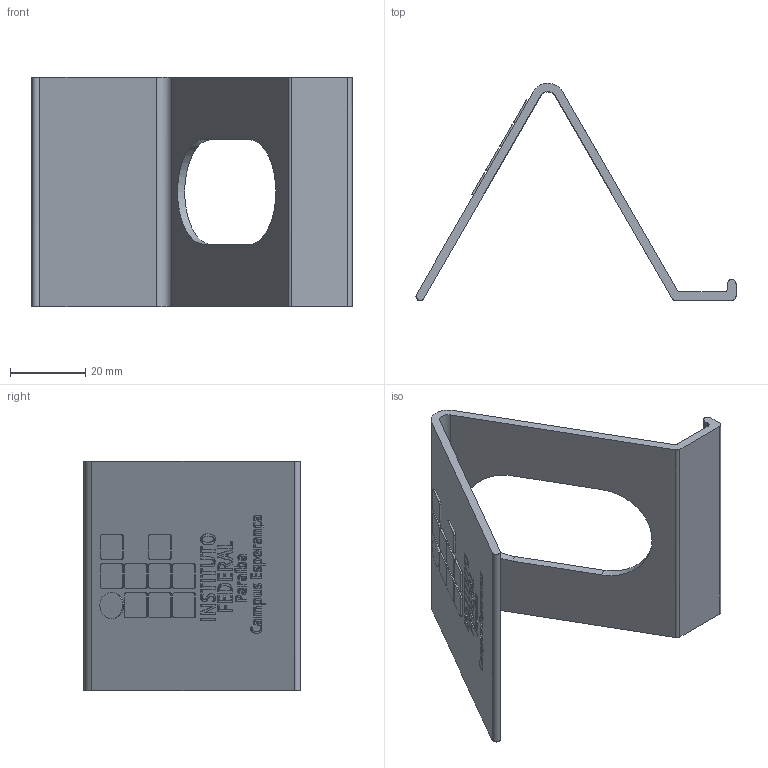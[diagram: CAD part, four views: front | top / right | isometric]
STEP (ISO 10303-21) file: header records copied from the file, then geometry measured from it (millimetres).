
FILE_DESCRIPTION(('FreeCAD Model'),'2;1');
FILE_NAME('Open CASCADE Shape Model','2025-05-03T21:14:24',('FreeCAD'),( 'FreeCAD'),'Open CASCADE STEP processor 7.6','FreeCAD','Unknown');
FILE_SCHEMA(('AUTOMOTIVE_DESIGN { 1 0 10303 214 1 1 1 1 }'));
Length unit declared in the file: millimetre
Products named in the file (1): Open CASCADE STEP translator 7.6 1
Bounding box: 85.13 x 57.75 x 61.14 mm (x, y, z)
Volume: 17883.5 mm3; surface area: 17496.7 mm2
Topology: 1 solids, 1 shells, 946 faces, 2640 edges, 1760 vertices
Faces by surface type: bspline 946
Entity records: 33193 total; most frequent: CARTESIAN_POINT 17081, ORIENTED_EDGE 5280, EDGE_CURVE 2640, B_SPLINE_CURVE_WITH_KNOTS 2546, VERTEX_POINT 1760, FACE_BOUND 1012, EDGE_LOOP 1012, ADVANCED_FACE 946
